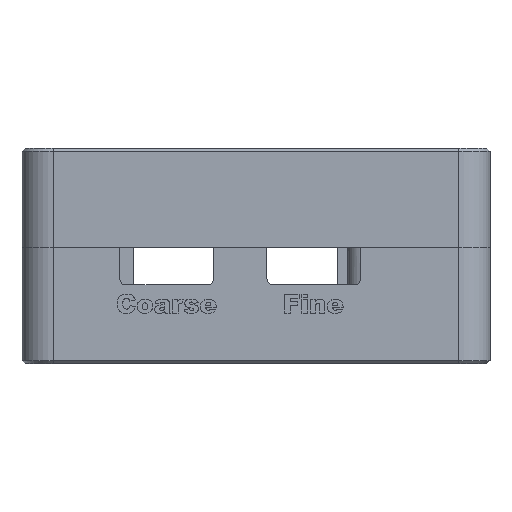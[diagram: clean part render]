
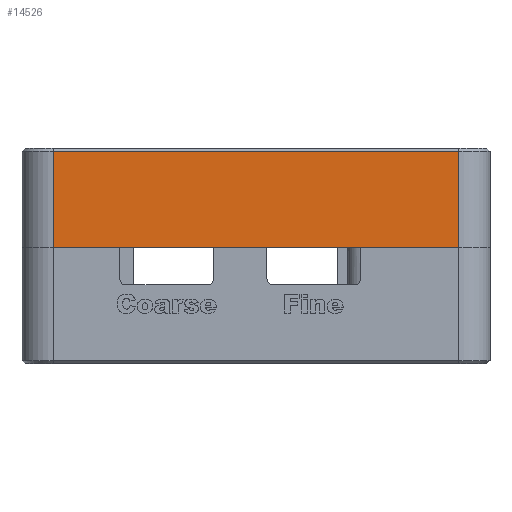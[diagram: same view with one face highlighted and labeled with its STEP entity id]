
A CAD part, left-side view. The second image highlights one B-rep face of the part: STEP entity #14526.
In plain terms, the highlighted planar face has unit normal (-1, 0, 0).
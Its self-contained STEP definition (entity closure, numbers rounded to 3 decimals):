
#470=PLANE('',#15525);
#1677=LINE('',#26792,#2967);
#1704=LINE('',#26862,#2994);
#1760=LINE('',#26994,#3050);
#1761=LINE('',#26996,#3051);
#2967=VECTOR('',#18490,10.);
#2994=VECTOR('',#18565,10.);
#3050=VECTOR('',#18753,10.);
#3051=VECTOR('',#18756,10.);
#4041=FACE_OUTER_BOUND('',#4917,.T.);
#4917=EDGE_LOOP('',(#13446,#13447,#13448,#13449));
#7118=VERTEX_POINT('',#26789);
#7119=VERTEX_POINT('',#26791);
#7137=VERTEX_POINT('',#26856);
#7138=VERTEX_POINT('',#26860);
#9165=EDGE_CURVE('',#7119,#7118,#1677,.T.);
#9200=EDGE_CURVE('',#7137,#7138,#1704,.T.);
#9265=EDGE_CURVE('',#7118,#7138,#1760,.T.);
#9266=EDGE_CURVE('',#7119,#7137,#1761,.T.);
#13446=ORIENTED_EDGE('',*,*,#9200,.F.);
#13447=ORIENTED_EDGE('',*,*,#9266,.F.);
#13448=ORIENTED_EDGE('',*,*,#9165,.T.);
#13449=ORIENTED_EDGE('',*,*,#9265,.T.);
#14526=ADVANCED_FACE('',(#4041),#470,.T.);
#15525=AXIS2_PLACEMENT_3D('',#26995,#18754,#18755);
#18490=DIRECTION('',(0.,-1.,0.));
#18565=DIRECTION('',(0.,-1.,0.));
#18753=DIRECTION('',(0.,0.,1.));
#18754=DIRECTION('center_axis',(-1.,0.,0.));
#18755=DIRECTION('ref_axis',(0.,-1.,0.));
#18756=DIRECTION('',(0.,0.,1.));
#26789=CARTESIAN_POINT('',(66.104,-139.97,12.62));
#26791=CARTESIAN_POINT('',(66.104,-75.168,12.62));
#26792=CARTESIAN_POINT('',(66.104,-91.369,12.62));
#26856=CARTESIAN_POINT('',(66.104,-75.168,28.));
#26860=CARTESIAN_POINT('',(66.104,-139.97,28.));
#26862=CARTESIAN_POINT('',(66.104,-91.369,28.));
#26994=CARTESIAN_POINT('',(66.104,-139.97,26.5));
#26995=CARTESIAN_POINT('Origin',(66.104,-75.168,3.5));
#26996=CARTESIAN_POINT('',(66.104,-75.168,26.5));
